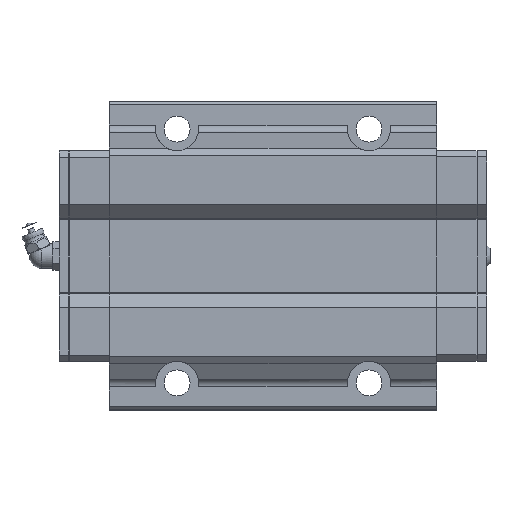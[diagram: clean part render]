
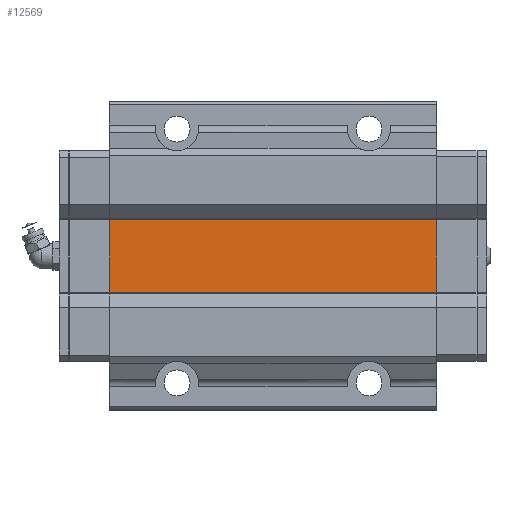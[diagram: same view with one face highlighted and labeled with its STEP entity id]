
A CAD part, front view. The second image highlights one B-rep face of the part: STEP entity #12569.
In plain terms, the highlighted planar face has unit normal (0, -1, 0).
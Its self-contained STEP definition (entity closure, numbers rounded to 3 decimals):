
#327=PLANE('',#13484);
#946=FACE_OUTER_BOUND('',#1628,.T.);
#1628=EDGE_LOOP('',(#10086,#10087,#10088,#10089));
#2689=LINE('',#19224,#4136);
#2759=LINE('',#19384,#4206);
#2772=LINE('',#19409,#4219);
#2773=LINE('',#19411,#4220);
#4136=VECTOR('',#15548,10.);
#4206=VECTOR('',#15644,10.);
#4219=VECTOR('',#15677,131.8);
#4220=VECTOR('',#15680,131.8);
#5829=VERTEX_POINT('',#19221);
#5830=VERTEX_POINT('',#19223);
#5906=VERTEX_POINT('',#19381);
#5907=VERTEX_POINT('',#19383);
#7327=EDGE_CURVE('',#5829,#5830,#2689,.T.);
#7409=EDGE_CURVE('',#5906,#5907,#2759,.T.);
#7422=EDGE_CURVE('',#5906,#5830,#2772,.T.);
#7423=EDGE_CURVE('',#5907,#5829,#2773,.T.);
#10086=ORIENTED_EDGE('',*,*,#7409,.F.);
#10087=ORIENTED_EDGE('',*,*,#7422,.T.);
#10088=ORIENTED_EDGE('',*,*,#7327,.F.);
#10089=ORIENTED_EDGE('',*,*,#7423,.F.);
#12569=ADVANCED_FACE('',(#946),#327,.T.);
#13484=AXIS2_PLACEMENT_3D('',#19410,#15678,#15679);
#15548=DIRECTION('',(-1.,0.,0.));
#15644=DIRECTION('',(1.,0.,0.));
#15677=DIRECTION('',(0.,0.,-1.));
#15678=DIRECTION('center_axis',(0.,-1.,0.));
#15679=DIRECTION('ref_axis',(1.,0.,0.));
#15680=DIRECTION('',(0.,0.,-1.));
#19221=CARTESIAN_POINT('',(13.251,0.,-52.9));
#19223=CARTESIAN_POINT('',(-13.251,0.,-52.9));
#19224=CARTESIAN_POINT('',(-6.626,0.,-52.9));
#19381=CARTESIAN_POINT('',(-13.251,0.,52.9));
#19383=CARTESIAN_POINT('',(13.251,0.,52.9));
#19384=CARTESIAN_POINT('',(-6.626,0.,52.9));
#19409=CARTESIAN_POINT('',(-13.251,0.,69.1));
#19410=CARTESIAN_POINT('Origin',(-13.251,0.,-52.9));
#19411=CARTESIAN_POINT('',(13.251,0.,69.1));
